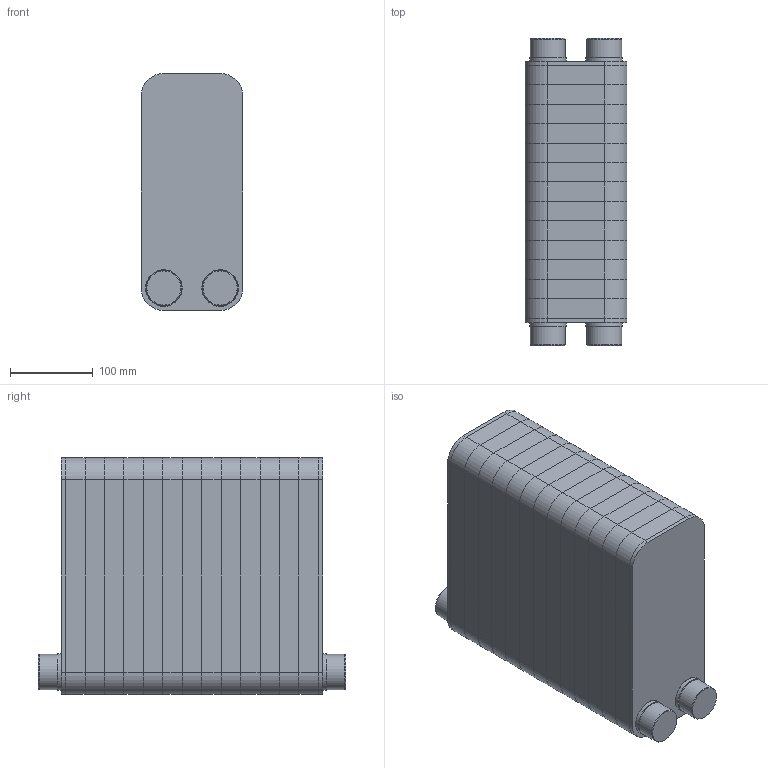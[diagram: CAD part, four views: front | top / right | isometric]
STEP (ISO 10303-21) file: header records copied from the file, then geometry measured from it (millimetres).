
FILE_DESCRIPTION(/* description */ (''),/* implementation_level */ '2;1');
FILE_NAME(/* name */ '3d_RMB-31-2-130-P30-8036500.stp',/* time_stamp */ '2020-08-24T07:47:08+02:00',/* author */ ('Andrzej'),/* organization */ (''),/* preprocessor_version */ 'ST-DEVELOPER v16.13',/* originating_system */ 'AutoCAD Mechanical',/* authorisation */ '');
FILE_SCHEMA (('AUTOMOTIVE_DESIGN { 1 0 10303 214 3 1 1 }'));
Length unit declared in the file: millimetre
Products named in the file (1): Product
Bounding box: 123 x 371.5 x 286 mm (x, y, z)
Volume: 11061602.7 mm3; surface area: 1306903.8 mm2
Topology: 19 solids, 19 shells, 186 faces, 1560 edges, 2560 vertices
Faces by surface type: plane 102, cylinder 68, cone 12, torus 4
Full cylindrical faces by diameter (mm): 42.4 x4, 44.171 x4
Entity records: 14803 total; most frequent: CARTESIAN_POINT 4283, DIRECTION 2634, STYLED_ITEM 1163, TRIMMED_CURVE 1144, AXIS2_PLACEMENT_3D 911, LINE 812, VECTOR 812, ORIENTED_EDGE 784
